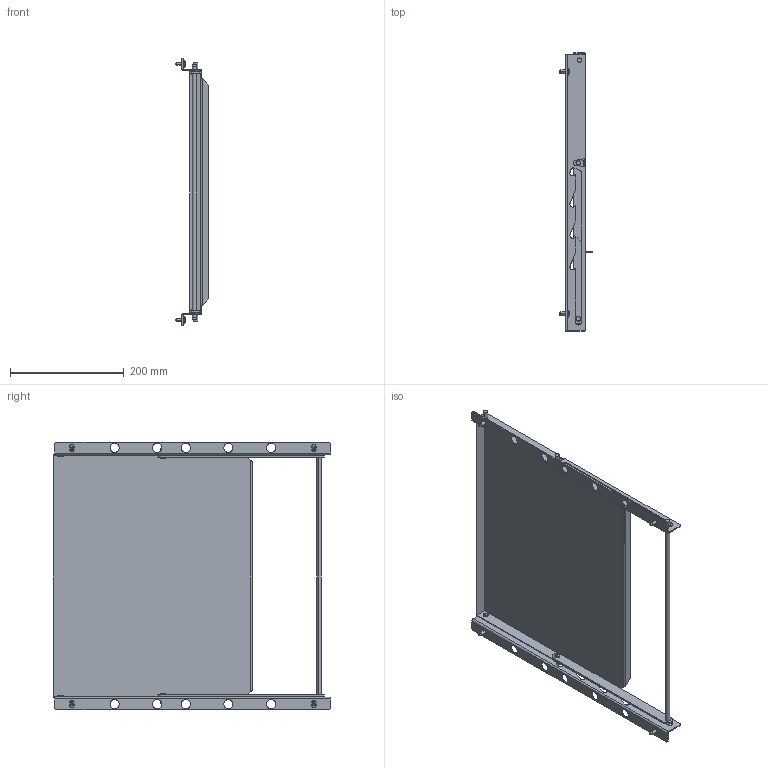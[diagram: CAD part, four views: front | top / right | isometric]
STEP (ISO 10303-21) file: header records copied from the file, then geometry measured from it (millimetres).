
FILE_DESCRIPTION((''),'2;1');
FILE_NAME('NSYSDT6_ASM','2015-08-20T',('SESA6369'),('Schneider-Electric'),'PRO/ENGINEER BY PARAMETRIC TECHNOLOGY CORPORATION, 2011410','PRO/ENGINEER BY PARAMETRIC TECHNOLOGY CORPORATION, 2011410','');
FILE_SCHEMA(('CONFIG_CONTROL_DESIGN'));
Length unit declared in the file: millimetre
Products named in the file (10): BANDEJA_600; 2802230201; BANDEJA600_WELDED_ASM; 242023000101_AF1; 242024000101; 242026000101; 242027000001; 641243000001_ASM; 2802990001; NSYSDT6_ASM
Assembly tree (16 placements, depth 3):
  NSYSDT6_ASM
    BANDEJA600_WELDED_ASM
      BANDEJA_600
      2802230201  x2
    242023000101_AF1
    242024000101
    641243000001_ASM
      242026000101  x2
      2802230201  x2
      242027000001
    2802990001  x4
Bounding box: 59.5 x 488 x 470 mm (x, y, z)
Volume: 402200.9 mm3; surface area: 482033.8 mm2
Topology: 14 solids, 18 shells, 481 faces, 1213 edges, 760 vertices
Faces by surface type: plane 198, cylinder 191, bspline 44, torus 24, cone 16, sphere 8
Entity records: 9632 total; most frequent: CARTESIAN_POINT 2850, DIRECTION 1419, ORIENTED_EDGE 1332, EDGE_CURVE 668, AXIS2_PLACEMENT_3D 506, VERTEX_POINT 423, VECTOR 407, LINE 407
